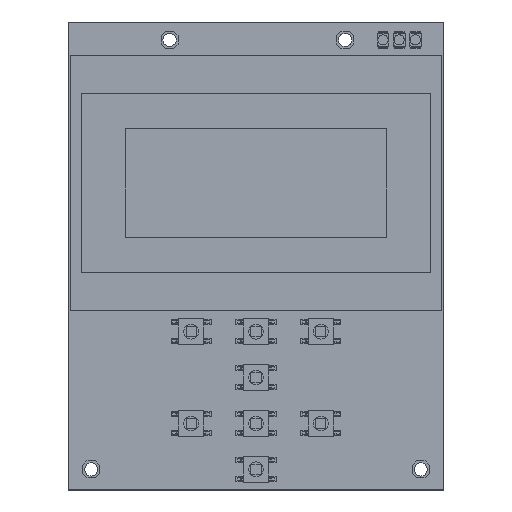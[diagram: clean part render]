
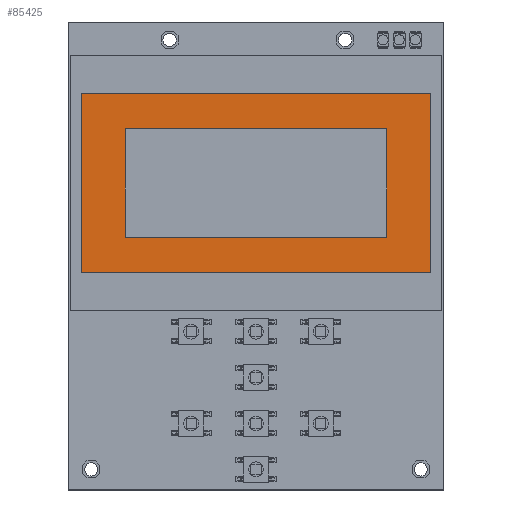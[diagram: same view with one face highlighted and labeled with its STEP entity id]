
A CAD part, top view. The second image highlights one B-rep face of the part: STEP entity #85425.
In plain terms, the highlighted planar face has unit normal (0, 0, 1).
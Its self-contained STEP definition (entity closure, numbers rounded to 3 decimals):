
#85328=CARTESIAN_POINT('',(-41.,-3.855,11.3));
#85329=VERTEX_POINT('',#85328);
#85330=CARTESIAN_POINT('',(-41.,38.145,11.3));
#85331=VERTEX_POINT('',#85330);
#85332=CARTESIAN_POINT('',(41.,-3.855,11.3));
#85333=VERTEX_POINT('',#85332);
#85334=CARTESIAN_POINT('',(41.,38.145,11.3));
#85335=VERTEX_POINT('',#85334);
#85348=DIRECTION('',(82.,0.,0.));
#85349=VECTOR('',#85348,1.);
#85350=LINE('',#85328,#85349);
#85351=DIRECTION('',(82.,0.,0.));
#85352=VECTOR('',#85351,1.);
#85353=LINE('',#85330,#85352);
#85366=DIRECTION('',(0.,42.,0.));
#85367=VECTOR('',#85366,1.);
#85368=LINE('',#85328,#85367);
#85369=DIRECTION('',(0.,42.,0.));
#85370=VECTOR('',#85369,1.);
#85371=LINE('',#85332,#85370);
#85390=EDGE_CURVE('',#85329,#85333,#85350,.T.);
#85391=ORIENTED_EDGE('',*,*,#85390,.T.);
#85393=EDGE_CURVE('',#85331,#85335,#85353,.T.);
#85395=ORIENTED_EDGE('',*,*,#85393,.F.);
#85396=EDGE_CURVE('',#85329,#85331,#85368,.T.);
#85398=ORIENTED_EDGE('',*,*,#85396,.F.);
#85405=EDGE_CURVE('',#85333,#85335,#85371,.T.);
#85406=ORIENTED_EDGE('',*,*,#85405,.T.);
#85420=EDGE_LOOP('',(#85398,#85391,#85406,#85395));
#85421=FACE_OUTER_BOUND('',#85420,.T.);
#85422=DIRECTION('',(0.,0.,8.9));
#85423=AXIS2_PLACEMENT_3D('',#85328,#85422,$);
#85424=PLANE('',#85423);
#85425=ADVANCED_FACE('',(#85421),#85424,.T.);
